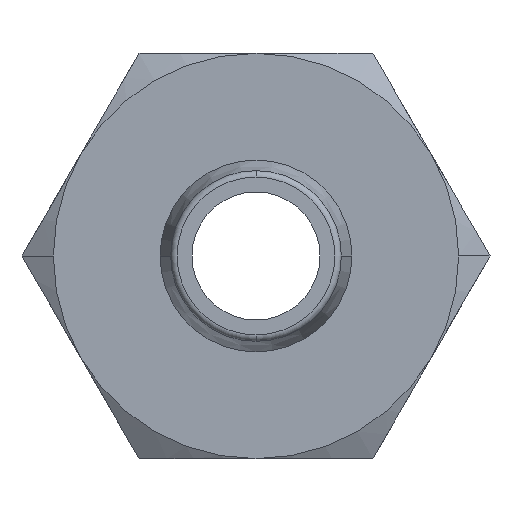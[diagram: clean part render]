
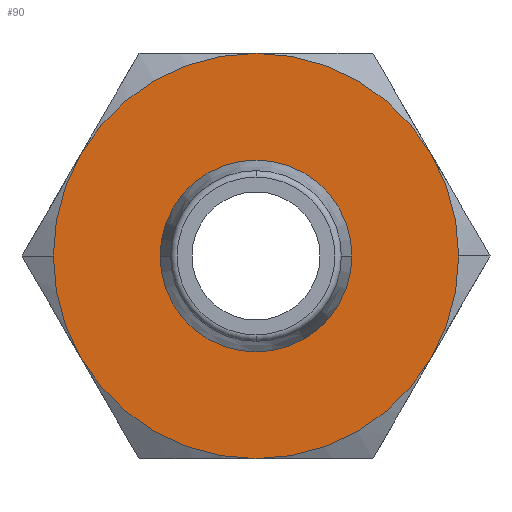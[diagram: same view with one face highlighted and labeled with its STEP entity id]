
A CAD part, front view. The second image highlights one B-rep face of the part: STEP entity #90.
In plain terms, the highlighted planar face has unit normal (0, -1, 0).
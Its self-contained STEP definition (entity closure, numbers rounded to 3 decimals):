
#90=ADVANCED_FACE('',(#219,#220),#221,.T.);
#219=FACE_OUTER_BOUND('',#386,.T.);
#220=FACE_BOUND('',#387,.T.);
#221=PLANE('',#388);
#386=EDGE_LOOP('',(#578,#579,#580,#581,#582,#583,#584,#585));
#387=EDGE_LOOP('',(#586,#587));
#388=AXIS2_PLACEMENT_3D('',#588,#589,#590);
#578=ORIENTED_EDGE('',*,*,#986,.F.);
#579=ORIENTED_EDGE('',*,*,#987,.F.);
#580=ORIENTED_EDGE('',*,*,#978,.F.);
#581=ORIENTED_EDGE('',*,*,#974,.F.);
#582=ORIENTED_EDGE('',*,*,#988,.F.);
#583=ORIENTED_EDGE('',*,*,#989,.F.);
#584=ORIENTED_EDGE('',*,*,#990,.F.);
#585=ORIENTED_EDGE('',*,*,#991,.F.);
#586=ORIENTED_EDGE('',*,*,#992,.F.);
#587=ORIENTED_EDGE('',*,*,#993,.F.);
#588=CARTESIAN_POINT('',(4.75,14.0,0.0));
#589=DIRECTION('',(-0.0,-1.0,-0.0));
#590=DIRECTION('',(-1.0,0.0,0.0));
#974=EDGE_CURVE('',#1150,#1152,#1153,.T.);
#978=EDGE_CURVE('',#1152,#1158,#1159,.T.);
#986=EDGE_CURVE('',#1171,#1172,#1173,.T.);
#987=EDGE_CURVE('',#1158,#1171,#1174,.T.);
#988=EDGE_CURVE('',#1175,#1150,#1176,.T.);
#989=EDGE_CURVE('',#1177,#1175,#1178,.T.);
#990=EDGE_CURVE('',#1179,#1177,#1180,.T.);
#991=EDGE_CURVE('',#1172,#1179,#1181,.T.);
#992=EDGE_CURVE('',#1182,#1183,#1184,.T.);
#993=EDGE_CURVE('',#1183,#1182,#1185,.T.);
#1150=VERTEX_POINT('',#1402);
#1152=VERTEX_POINT('',#1405);
#1153=CIRCLE('',#1406,9.5);
#1158=VERTEX_POINT('',#1433);
#1159=CIRCLE('',#1434,9.5);
#1171=VERTEX_POINT('',#1459);
#1172=VERTEX_POINT('',#1460);
#1173=CIRCLE('',#1461,9.5);
#1174=CIRCLE('',#1462,9.5);
#1175=VERTEX_POINT('',#1463);
#1176=CIRCLE('',#1464,9.5);
#1177=VERTEX_POINT('',#1465);
#1178=CIRCLE('',#1466,9.5);
#1179=VERTEX_POINT('',#1467);
#1180=CIRCLE('',#1468,9.5);
#1181=CIRCLE('',#1469,9.5);
#1182=VERTEX_POINT('',#1470);
#1183=VERTEX_POINT('',#1471);
#1184=CIRCLE('',#1472,4.5);
#1185=CIRCLE('',#1473,4.5);
#1402=CARTESIAN_POINT('',(-9.5,14.0,0.));
#1405=CARTESIAN_POINT('',(-8.227,14.0,4.75));
#1406=AXIS2_PLACEMENT_3D('',#1896,#1897,#1898);
#1433=CARTESIAN_POINT('',(0.,14.0,9.5));
#1434=AXIS2_PLACEMENT_3D('',#1899,#1900,#1901);
#1459=CARTESIAN_POINT('',(8.227,14.0,4.75));
#1460=CARTESIAN_POINT('',(9.5,14.0,0.));
#1461=AXIS2_PLACEMENT_3D('',#1910,#1911,#1912);
#1462=AXIS2_PLACEMENT_3D('',#1913,#1914,#1915);
#1463=CARTESIAN_POINT('',(-8.227,14.0,-4.75));
#1464=AXIS2_PLACEMENT_3D('',#1916,#1917,#1918);
#1465=CARTESIAN_POINT('',(0.0,14.0,-9.5));
#1466=AXIS2_PLACEMENT_3D('',#1919,#1920,#1921);
#1467=CARTESIAN_POINT('',(8.227,14.0,-4.75));
#1468=AXIS2_PLACEMENT_3D('',#1922,#1923,#1924);
#1469=AXIS2_PLACEMENT_3D('',#1925,#1926,#1927);
#1470=CARTESIAN_POINT('',(-4.5,14.0,0.));
#1471=CARTESIAN_POINT('',(4.5,14.0,0.));
#1472=AXIS2_PLACEMENT_3D('',#1928,#1929,#1930);
#1473=AXIS2_PLACEMENT_3D('',#1931,#1932,#1933);
#1896=CARTESIAN_POINT('',(0.0,14.0,0.0));
#1897=DIRECTION('',(-0.0,1.0,0.0));
#1898=DIRECTION('',(1.0,0.0,0.0));
#1899=CARTESIAN_POINT('',(0.0,14.0,0.0));
#1900=DIRECTION('',(-0.0,1.0,0.0));
#1901=DIRECTION('',(1.0,0.0,0.0));
#1910=CARTESIAN_POINT('',(0.0,14.0,0.0));
#1911=DIRECTION('',(-0.0,1.0,0.0));
#1912=DIRECTION('',(1.0,0.0,0.0));
#1913=CARTESIAN_POINT('',(0.0,14.0,0.0));
#1914=DIRECTION('',(-0.0,1.0,0.0));
#1915=DIRECTION('',(1.0,0.0,0.0));
#1916=CARTESIAN_POINT('',(0.0,14.0,0.0));
#1917=DIRECTION('',(-0.0,1.0,0.0));
#1918=DIRECTION('',(1.0,0.0,0.0));
#1919=CARTESIAN_POINT('',(0.0,14.0,0.0));
#1920=DIRECTION('',(-0.0,1.0,0.0));
#1921=DIRECTION('',(1.0,0.0,0.0));
#1922=CARTESIAN_POINT('',(0.0,14.0,0.0));
#1923=DIRECTION('',(-0.0,1.0,0.0));
#1924=DIRECTION('',(1.0,0.0,0.0));
#1925=CARTESIAN_POINT('',(0.0,14.0,0.0));
#1926=DIRECTION('',(-0.0,1.0,0.0));
#1927=DIRECTION('',(1.0,0.0,0.0));
#1928=CARTESIAN_POINT('',(0.0,14.0,0.0));
#1929=DIRECTION('',(0.0,-1.0,0.0));
#1930=DIRECTION('',(1.0,0.0,0.0));
#1931=CARTESIAN_POINT('',(0.0,14.0,0.0));
#1932=DIRECTION('',(0.0,-1.0,0.0));
#1933=DIRECTION('',(1.0,0.0,0.0));
